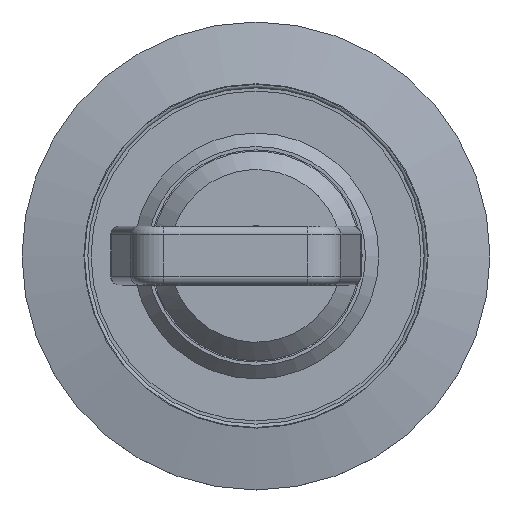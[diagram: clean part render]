
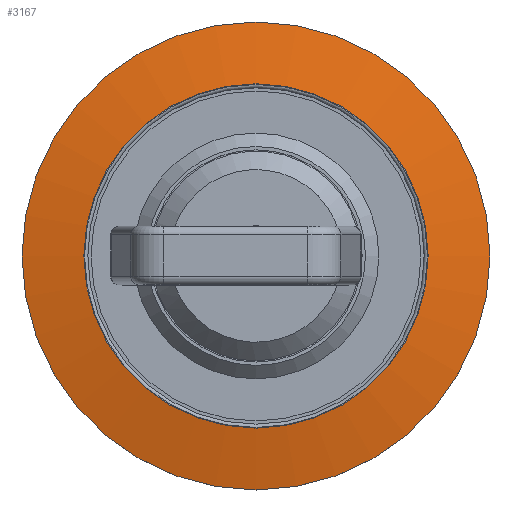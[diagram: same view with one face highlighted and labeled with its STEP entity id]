
A CAD part, top view. The second image highlights one B-rep face of the part: STEP entity #3167.
In plain terms, the highlighted conical face has half-angle 78.5 degrees and reference radius 12.107 mm.
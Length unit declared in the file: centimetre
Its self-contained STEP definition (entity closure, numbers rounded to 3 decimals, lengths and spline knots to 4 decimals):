
#74=CONICAL_SURFACE($,#3408,1.2107,78.5);
#133=FACE_BOUND($,#679,.T.);
#202=CIRCLE($,#3407,1.395);
#203=CIRCLE($,#3409,1.0264);
#459=FACE_OUTER_BOUND($,#678,.T.);
#678=EDGE_LOOP($,(#2199));
#679=EDGE_LOOP($,(#2200));
#1397=VERTEX_POINT($,#7392);
#1398=VERTEX_POINT($,#7395);
#1713=EDGE_CURVE($,#1397,#1397,#202,.T.);
#1714=EDGE_CURVE($,#1398,#1398,#203,.T.);
#2199=ORIENTED_EDGE($,*,*,#1713,.F.);
#2200=ORIENTED_EDGE($,*,*,#1714,.T.);
#3167=ADVANCED_FACE($,(#459,#133),#74,.T.);
#3407=AXIS2_PLACEMENT_3D($,#7393,#3885,#3886);
#3408=AXIS2_PLACEMENT_3D($,#7394,#3887,#3888);
#3409=AXIS2_PLACEMENT_3D($,#7396,#3889,#3890);
#3885=DIRECTION('center_axis',(0.,0.,
-1.));
#3886=DIRECTION('ref_axis',(0.,1.,0.));
#3887=DIRECTION('center_axis',(0.,0.,
-1.));
#3888=DIRECTION('ref_axis',(0.,1.,0.));
#3889=DIRECTION('center_axis',(0.,0.,
-1.));
#3890=DIRECTION('ref_axis',(0.,1.,0.));
#7392=CARTESIAN_POINT('',(0.,1.395,2.555));
#7393=CARTESIAN_POINT('Origin',(0.,0.,
2.555));
#7394=CARTESIAN_POINT('Origin',(0.,0.,
2.5925));
#7395=CARTESIAN_POINT('',(0.,1.0264,2.63));
#7396=CARTESIAN_POINT('Origin',(0.,0.,
2.63));
